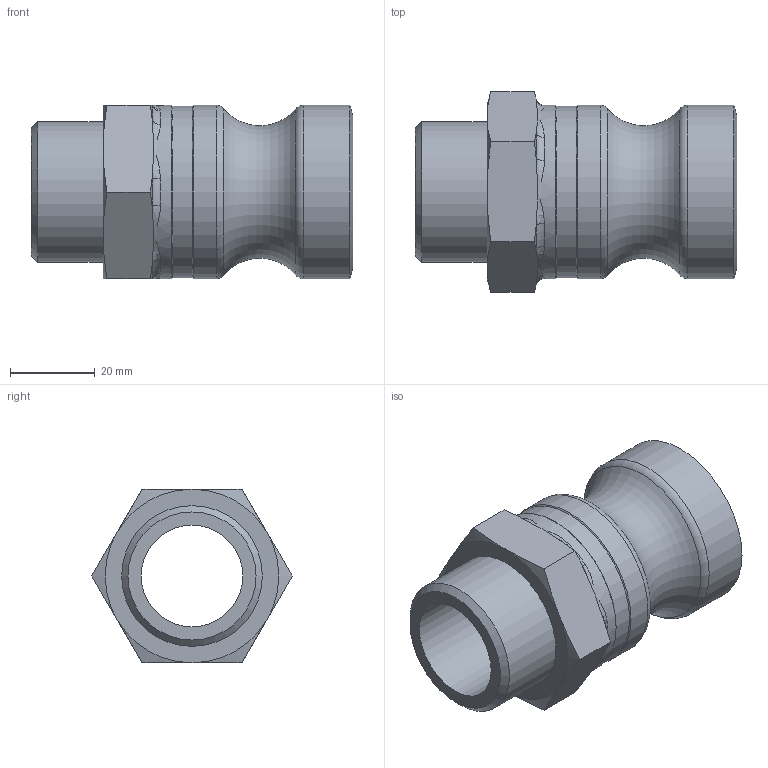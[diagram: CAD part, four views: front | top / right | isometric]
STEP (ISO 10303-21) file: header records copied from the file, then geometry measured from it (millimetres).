
FILE_DESCRIPTION(/* description */ ('AUSSENGEWINDESTECKER G 1"'),/* implementation_level */ '2;1');
FILE_NAME(/* name */ 'vag_10_x25.stp',/* time_stamp */ '2020-04-21T06:27:15+02:00',/* author */ ('ertl'),/* organization */ (''),/* preprocessor_version */ 'ST-DEVELOPER v17',/* originating_system */ 'Autodesk Inventor 2018',/* authorisation */ '50970,33 mm^3');
FILE_SCHEMA (('AUTOMOTIVE_DESIGN { 1 0 10303 214 3 1 1 }'));
Length unit declared in the file: millimetre
Products named in the file (1): 20061022B0000000-00
Bounding box: 76 x 47.34 x 41 mm (x, y, z)
Volume: 50829.1 mm3; surface area: 16932.5 mm2
Topology: 1 solids, 1 shells, 53 faces, 144 edges, 82 vertices
Faces by surface type: cone 17, bspline 12, plane 9, torus 9, cylinder 6
Full cylindrical faces by diameter (mm): 24 x1, 33.249 x1, 40.5 x1, 41 x3
Entity records: 2172 total; most frequent: CARTESIAN_POINT 916, ORIENTED_EDGE 264, DIRECTION 235, EDGE_CURVE 132, AXIS2_PLACEMENT_3D 109, VERTEX_POINT 82, CIRCLE 67, EDGE_LOOP 56
